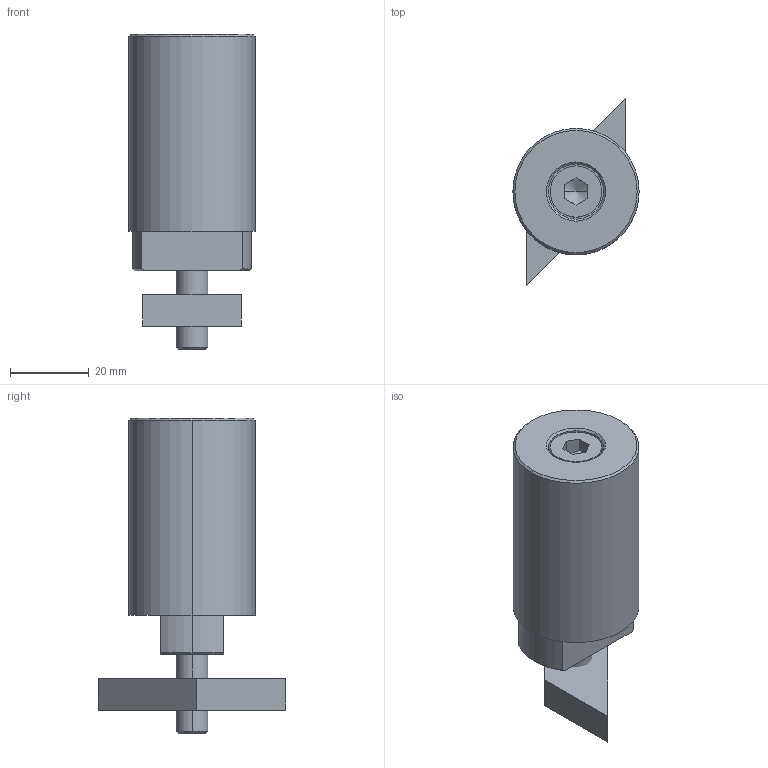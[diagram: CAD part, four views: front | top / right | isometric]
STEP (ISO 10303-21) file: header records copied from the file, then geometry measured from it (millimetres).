
FILE_DESCRIPTION(('STEP AP214'),'1');
FILE_NAME(' ',' ',('TraceParts'),('TraceParts S.A.'),'XStep 1.0',' ',' ');
FILE_SCHEMA(('automotive_design'));
Length unit declared in the file: millimetre
Products named in the file (2): 1; 2
Bounding box: 32 x 47.63 x 80 mm (x, y, z)
Volume: 49605 mm3; surface area: 10854.3 mm2
Topology: 2 solids, 2 shells, 50 faces, 118 edges, 75 vertices
Faces by surface type: plane 20, cone 16, cylinder 14
Entity records: 2824 total; most frequent: CARTESIAN_POINT 267, DIRECTION 254, STYLED_ITEM 243, PRESENTATION_STYLE_ASSIGNMENT 243, COLOUR_RGB 243, ORIENTED_EDGE 232, EDGE_CURVE 116, CURVE_STYLE 116
